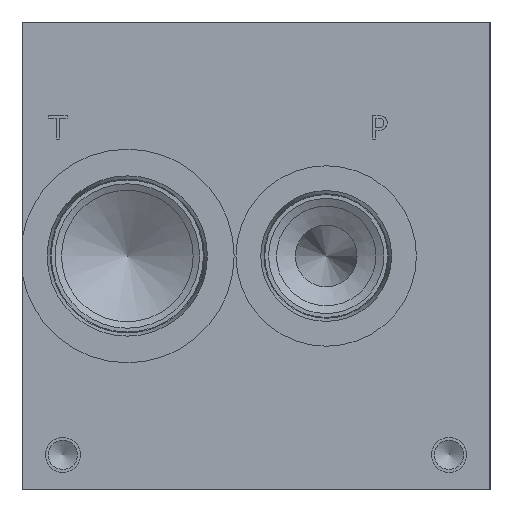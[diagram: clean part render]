
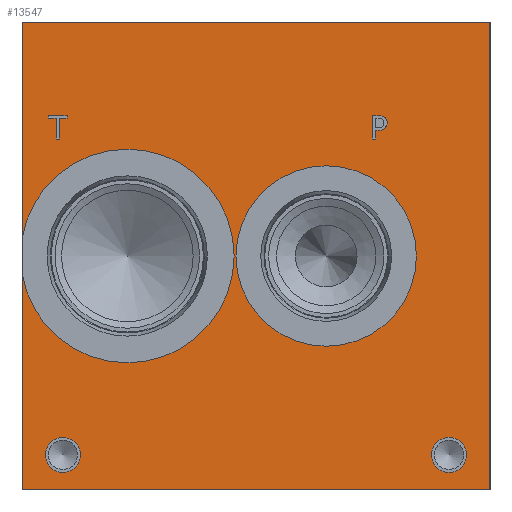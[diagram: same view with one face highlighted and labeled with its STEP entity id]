
A CAD part, left-side view. The second image highlights one B-rep face of the part: STEP entity #13547.
In plain terms, the highlighted planar face has unit normal (-1, 0, 0).
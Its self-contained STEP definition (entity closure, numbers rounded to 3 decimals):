
#179=CIRCLE('',#14108,28.981);
#180=CIRCLE('',#14109,24.486);
#181=CIRCLE('',#14110,24.486);
#182=CIRCLE('',#14111,4.763);
#183=CIRCLE('',#14112,4.763);
#184=CIRCLE('',#14113,4.763);
#185=CIRCLE('',#14114,4.763);
#838=B_SPLINE_CURVE_WITH_KNOTS('',2,(#22495,#22496,#22497,#22498),
 .UNSPECIFIED.,.F.,.F.,(3,1,3),(0.,1.,2.),.UNSPECIFIED.);
#840=B_SPLINE_CURVE_WITH_KNOTS('',2,(#22516,#22517,#22518,#22519),
 .UNSPECIFIED.,.F.,.F.,(3,1,3),(0.,1.,2.),.UNSPECIFIED.);
#842=B_SPLINE_CURVE_WITH_KNOTS('',2,(#22565,#22566,#22567,#22568),
 .UNSPECIFIED.,.F.,.F.,(3,1,3),(0.,1.,2.),.UNSPECIFIED.);
#844=B_SPLINE_CURVE_WITH_KNOTS('',2,(#22583,#22584,#22585,#22586),
 .UNSPECIFIED.,.F.,.F.,(3,1,3),(0.,1.,2.),.UNSPECIFIED.);
#1095=FACE_BOUND('',#2403,.T.);
#1096=FACE_BOUND('',#2404,.T.);
#1097=FACE_BOUND('',#2405,.T.);
#1098=FACE_BOUND('',#2406,.T.);
#1099=FACE_BOUND('',#2407,.T.);
#1641=FACE_OUTER_BOUND('',#2402,.T.);
#2402=EDGE_LOOP('',(#10997,#10998,#10999,#11000,#11001,#11002));
#2403=EDGE_LOOP('',(#11003,#11004));
#2404=EDGE_LOOP('',(#11005,#11006));
#2405=EDGE_LOOP('',(#11007,#11008));
#2406=EDGE_LOOP('',(#11009,#11010,#11011,#11012,#11013,#11014,#11015,#11016));
#2407=EDGE_LOOP('',(#11017,#11018,#11019,#11020,#11021,#11022,#11023,#11024,
#11025));
#2767=LINE('',#17946,#3987);
#3651=LINE('',#22528,#4871);
#3654=LINE('',#22534,#4874);
#3657=LINE('',#22540,#4877);
#3660=LINE('',#22546,#4880);
#3663=LINE('',#22552,#4883);
#3667=LINE('',#22597,#4887);
#3668=LINE('',#22598,#4888);
#3669=LINE('',#22600,#4889);
#3670=LINE('',#22601,#4890);
#3671=LINE('',#22616,#4891);
#3672=LINE('',#22618,#4892);
#3673=LINE('',#22620,#4893);
#3674=LINE('',#22622,#4894);
#3675=LINE('',#22624,#4895);
#3676=LINE('',#22626,#4896);
#3677=LINE('',#22628,#4897);
#3678=LINE('',#22629,#4898);
#3987=VECTOR('',#14756,10.);
#4871=VECTOR('',#16218,10.);
#4874=VECTOR('',#16223,10.);
#4877=VECTOR('',#16228,10.);
#4880=VECTOR('',#16233,10.);
#4883=VECTOR('',#16238,10.);
#4887=VECTOR('',#16248,10.);
#4888=VECTOR('',#16249,10.);
#4889=VECTOR('',#16250,10.);
#4890=VECTOR('',#16251,10.);
#4891=VECTOR('',#16264,10.);
#4892=VECTOR('',#16265,10.);
#4893=VECTOR('',#16266,10.);
#4894=VECTOR('',#16267,10.);
#4895=VECTOR('',#16268,10.);
#4896=VECTOR('',#16269,10.);
#4897=VECTOR('',#16270,10.);
#4898=VECTOR('',#16271,10.);
#5200=VERTEX_POINT('',#17939);
#5203=VERTEX_POINT('',#17944);
#6014=VERTEX_POINT('',#22493);
#6015=VERTEX_POINT('',#22494);
#6018=VERTEX_POINT('',#22515);
#6020=VERTEX_POINT('',#22527);
#6022=VERTEX_POINT('',#22533);
#6024=VERTEX_POINT('',#22539);
#6026=VERTEX_POINT('',#22545);
#6028=VERTEX_POINT('',#22551);
#6030=VERTEX_POINT('',#22564);
#6032=VERTEX_POINT('',#22593);
#6033=VERTEX_POINT('',#22594);
#6034=VERTEX_POINT('',#22596);
#6035=VERTEX_POINT('',#22599);
#6036=VERTEX_POINT('',#22602);
#6037=VERTEX_POINT('',#22603);
#6038=VERTEX_POINT('',#22606);
#6039=VERTEX_POINT('',#22607);
#6040=VERTEX_POINT('',#22610);
#6041=VERTEX_POINT('',#22611);
#6042=VERTEX_POINT('',#22614);
#6043=VERTEX_POINT('',#22615);
#6044=VERTEX_POINT('',#22617);
#6045=VERTEX_POINT('',#22619);
#6046=VERTEX_POINT('',#22621);
#6047=VERTEX_POINT('',#22623);
#6048=VERTEX_POINT('',#22625);
#6049=VERTEX_POINT('',#22627);
#6546=EDGE_CURVE('',#5200,#5203,#2767,.T.);
#7757=EDGE_CURVE('',#6014,#6015,#838,.T.);
#7761=EDGE_CURVE('',#6018,#6014,#840,.T.);
#7764=EDGE_CURVE('',#6020,#6018,#3651,.T.);
#7767=EDGE_CURVE('',#6022,#6020,#3654,.T.);
#7770=EDGE_CURVE('',#6024,#6022,#3657,.T.);
#7773=EDGE_CURVE('',#6026,#6024,#3660,.T.);
#7776=EDGE_CURVE('',#6028,#6026,#3663,.T.);
#7779=EDGE_CURVE('',#6030,#6028,#842,.T.);
#7782=EDGE_CURVE('',#6015,#6030,#844,.T.);
#7784=EDGE_CURVE('',#6032,#6033,#179,.T.);
#7785=EDGE_CURVE('',#6034,#6033,#3667,.T.);
#7786=EDGE_CURVE('',#6034,#5200,#3668,.T.);
#7787=EDGE_CURVE('',#6035,#5203,#3669,.T.);
#7788=EDGE_CURVE('',#6032,#6035,#3670,.T.);
#7789=EDGE_CURVE('',#6036,#6037,#180,.T.);
#7790=EDGE_CURVE('',#6037,#6036,#181,.T.);
#7791=EDGE_CURVE('',#6038,#6039,#182,.T.);
#7792=EDGE_CURVE('',#6039,#6038,#183,.T.);
#7793=EDGE_CURVE('',#6040,#6041,#184,.T.);
#7794=EDGE_CURVE('',#6041,#6040,#185,.T.);
#7795=EDGE_CURVE('',#6042,#6043,#3671,.T.);
#7796=EDGE_CURVE('',#6043,#6044,#3672,.T.);
#7797=EDGE_CURVE('',#6044,#6045,#3673,.T.);
#7798=EDGE_CURVE('',#6045,#6046,#3674,.T.);
#7799=EDGE_CURVE('',#6046,#6047,#3675,.T.);
#7800=EDGE_CURVE('',#6047,#6048,#3676,.T.);
#7801=EDGE_CURVE('',#6048,#6049,#3677,.T.);
#7802=EDGE_CURVE('',#6049,#6042,#3678,.T.);
#10997=ORIENTED_EDGE('',*,*,#7784,.T.);
#10998=ORIENTED_EDGE('',*,*,#7785,.F.);
#10999=ORIENTED_EDGE('',*,*,#7786,.T.);
#11000=ORIENTED_EDGE('',*,*,#6546,.T.);
#11001=ORIENTED_EDGE('',*,*,#7787,.F.);
#11002=ORIENTED_EDGE('',*,*,#7788,.F.);
#11003=ORIENTED_EDGE('',*,*,#7789,.T.);
#11004=ORIENTED_EDGE('',*,*,#7790,.T.);
#11005=ORIENTED_EDGE('',*,*,#7791,.T.);
#11006=ORIENTED_EDGE('',*,*,#7792,.T.);
#11007=ORIENTED_EDGE('',*,*,#7793,.T.);
#11008=ORIENTED_EDGE('',*,*,#7794,.T.);
#11009=ORIENTED_EDGE('',*,*,#7795,.T.);
#11010=ORIENTED_EDGE('',*,*,#7796,.T.);
#11011=ORIENTED_EDGE('',*,*,#7797,.T.);
#11012=ORIENTED_EDGE('',*,*,#7798,.T.);
#11013=ORIENTED_EDGE('',*,*,#7799,.T.);
#11014=ORIENTED_EDGE('',*,*,#7800,.T.);
#11015=ORIENTED_EDGE('',*,*,#7801,.T.);
#11016=ORIENTED_EDGE('',*,*,#7802,.T.);
#11017=ORIENTED_EDGE('',*,*,#7757,.T.);
#11018=ORIENTED_EDGE('',*,*,#7782,.T.);
#11019=ORIENTED_EDGE('',*,*,#7779,.T.);
#11020=ORIENTED_EDGE('',*,*,#7776,.T.);
#11021=ORIENTED_EDGE('',*,*,#7773,.T.);
#11022=ORIENTED_EDGE('',*,*,#7770,.T.);
#11023=ORIENTED_EDGE('',*,*,#7767,.T.);
#11024=ORIENTED_EDGE('',*,*,#7764,.T.);
#11025=ORIENTED_EDGE('',*,*,#7761,.T.);
#12491=PLANE('',#14107);
#13547=ADVANCED_FACE('',(#1641,#1095,#1096,#1097,#1098,#1099),#12491,.T.);
#14107=AXIS2_PLACEMENT_3D('',#22592,#16244,#16245);
#14108=AXIS2_PLACEMENT_3D('',#22595,#16246,#16247);
#14109=AXIS2_PLACEMENT_3D('',#22604,#16252,#16253);
#14110=AXIS2_PLACEMENT_3D('',#22605,#16254,#16255);
#14111=AXIS2_PLACEMENT_3D('',#22608,#16256,#16257);
#14112=AXIS2_PLACEMENT_3D('',#22609,#16258,#16259);
#14113=AXIS2_PLACEMENT_3D('',#22612,#16260,#16261);
#14114=AXIS2_PLACEMENT_3D('',#22613,#16262,#16263);
#14756=DIRECTION('',(0.,0.,1.));
#16218=DIRECTION('',(0.,-1.,0.));
#16223=DIRECTION('',(0.,0.,1.));
#16228=DIRECTION('',(0.,1.,0.));
#16233=DIRECTION('',(0.,0.,-1.));
#16238=DIRECTION('',(0.,1.,0.));
#16244=DIRECTION('center_axis',(-1.,0.,0.));
#16245=DIRECTION('ref_axis',(0.,-1.,0.));
#16246=DIRECTION('center_axis',(1.,0.,0.));
#16247=DIRECTION('ref_axis',(0.,0.,1.));
#16248=DIRECTION('',(0.,0.,1.));
#16249=DIRECTION('',(0.,-1.,0.));
#16250=DIRECTION('',(0.,-1.,0.));
#16251=DIRECTION('',(0.,0.,1.));
#16252=DIRECTION('center_axis',(1.,0.,0.));
#16253=DIRECTION('ref_axis',(0.,1.,0.));
#16254=DIRECTION('center_axis',(1.,0.,0.));
#16255=DIRECTION('ref_axis',(0.,1.,0.));
#16256=DIRECTION('center_axis',(1.,0.,0.));
#16257=DIRECTION('ref_axis',(0.,1.,0.));
#16258=DIRECTION('center_axis',(1.,0.,0.));
#16259=DIRECTION('ref_axis',(0.,1.,0.));
#16260=DIRECTION('center_axis',(1.,0.,0.));
#16261=DIRECTION('ref_axis',(0.,1.,0.));
#16262=DIRECTION('center_axis',(1.,0.,0.));
#16263=DIRECTION('ref_axis',(0.,1.,0.));
#16264=DIRECTION('',(0.,1.,0.));
#16265=DIRECTION('',(0.,0.,1.));
#16266=DIRECTION('',(0.,1.,0.));
#16267=DIRECTION('',(0.,0.,1.));
#16268=DIRECTION('',(0.,-1.,0.));
#16269=DIRECTION('',(0.,0.,-1.));
#16270=DIRECTION('',(0.,1.,0.));
#16271=DIRECTION('',(0.,0.,-1.));
#17939=CARTESIAN_POINT('',(0.,0.,0.));
#17944=CARTESIAN_POINT('',(0.,0.,127.));
#17946=CARTESIAN_POINT('',(0.,0.,0.));
#22493=CARTESIAN_POINT('',(0.,28.643,101.204));
#22494=CARTESIAN_POINT('',(0.,27.887,99.686));
#22495=CARTESIAN_POINT('Ctrl Pts',(0.,28.643,101.204));
#22496=CARTESIAN_POINT('Ctrl Pts',(0.,28.288,100.962));
#22497=CARTESIAN_POINT('Ctrl Pts',(0.,27.887,100.216));
#22498=CARTESIAN_POINT('Ctrl Pts',(0.,27.887,99.686));
#22515=CARTESIAN_POINT('',(0.,30.305,101.6));
#22516=CARTESIAN_POINT('Ctrl Pts',(0.,30.305,101.6));
#22517=CARTESIAN_POINT('Ctrl Pts',(0.,29.739,101.6));
#22518=CARTESIAN_POINT('Ctrl Pts',(0.,28.947,101.415));
#22519=CARTESIAN_POINT('Ctrl Pts',(0.,28.643,101.204));
#22527=CARTESIAN_POINT('',(0.,31.901,101.6));
#22528=CARTESIAN_POINT('',(0.,79.45,101.6));
#22533=CARTESIAN_POINT('',(0.,31.901,95.25));
#22534=CARTESIAN_POINT('',(0.,31.901,47.625));
#22539=CARTESIAN_POINT('',(0.,31.057,95.25));
#22540=CARTESIAN_POINT('',(0.,79.028,95.25));
#22545=CARTESIAN_POINT('',(0.,31.057,97.617));
#22546=CARTESIAN_POINT('',(0.,31.057,48.809));
#22551=CARTESIAN_POINT('',(0.,30.341,97.617));
#22552=CARTESIAN_POINT('',(0.,78.671,97.617));
#22564=CARTESIAN_POINT('',(0.,28.442,98.276));
#22565=CARTESIAN_POINT('Ctrl Pts',(0.,28.442,98.276));
#22566=CARTESIAN_POINT('Ctrl Pts',(0.,28.772,97.952));
#22567=CARTESIAN_POINT('Ctrl Pts',(0.,29.662,97.617));
#22568=CARTESIAN_POINT('Ctrl Pts',(0.,30.341,97.617));
#22583=CARTESIAN_POINT('Ctrl Pts',(0.,27.887,99.686));
#22584=CARTESIAN_POINT('Ctrl Pts',(0.,27.887,99.274));
#22585=CARTESIAN_POINT('Ctrl Pts',(0.,28.18,98.533));
#22586=CARTESIAN_POINT('Ctrl Pts',(0.,28.442,98.276));
#22592=CARTESIAN_POINT('Origin',(0.,127.,0.));
#22593=CARTESIAN_POINT('',(0.,127.,68.336));
#22594=CARTESIAN_POINT('',(0.,127.,58.664));
#22595=CARTESIAN_POINT('Origin',(0.,98.425,63.5));
#22596=CARTESIAN_POINT('',(0.,127.,0.));
#22597=CARTESIAN_POINT('',(0.,127.,0.));
#22598=CARTESIAN_POINT('',(0.,127.,0.));
#22599=CARTESIAN_POINT('',(0.,127.,127.));
#22600=CARTESIAN_POINT('',(0.,127.,127.));
#22601=CARTESIAN_POINT('',(0.,127.,0.));
#22602=CARTESIAN_POINT('',(0.,68.936,63.5));
#22603=CARTESIAN_POINT('',(0.,19.964,63.5));
#22604=CARTESIAN_POINT('Origin',(0.,44.45,63.5));
#22605=CARTESIAN_POINT('Origin',(0.,44.45,63.5));
#22606=CARTESIAN_POINT('',(0.,120.663,9.525));
#22607=CARTESIAN_POINT('',(0.,111.138,9.525));
#22608=CARTESIAN_POINT('Origin',(0.,115.9,9.525));
#22609=CARTESIAN_POINT('Origin',(0.,115.9,9.525));
#22610=CARTESIAN_POINT('',(0.,15.888,9.525));
#22611=CARTESIAN_POINT('',(0.,6.363,9.525));
#22612=CARTESIAN_POINT('Origin',(0.,11.125,9.525));
#22613=CARTESIAN_POINT('Origin',(0.,11.125,9.525));
#22614=CARTESIAN_POINT('',(0.,116.887,95.25));
#22615=CARTESIAN_POINT('',(0.,117.731,95.25));
#22616=CARTESIAN_POINT('',(0.,121.944,95.25));
#22617=CARTESIAN_POINT('',(0.,117.731,100.849));
#22618=CARTESIAN_POINT('',(0.,117.731,47.625));
#22619=CARTESIAN_POINT('',(0.,119.861,100.849));
#22620=CARTESIAN_POINT('',(0.,122.366,100.849));
#22621=CARTESIAN_POINT('',(0.,119.861,101.6));
#22622=CARTESIAN_POINT('',(0.,119.861,50.424));
#22623=CARTESIAN_POINT('',(0.,114.757,101.6));
#22624=CARTESIAN_POINT('',(0.,123.431,101.6));
#22625=CARTESIAN_POINT('',(0.,114.757,100.849));
#22626=CARTESIAN_POINT('',(0.,114.757,50.8));
#22627=CARTESIAN_POINT('',(0.,116.887,100.849));
#22628=CARTESIAN_POINT('',(0.,120.878,100.849));
#22629=CARTESIAN_POINT('',(0.,116.887,50.424));
